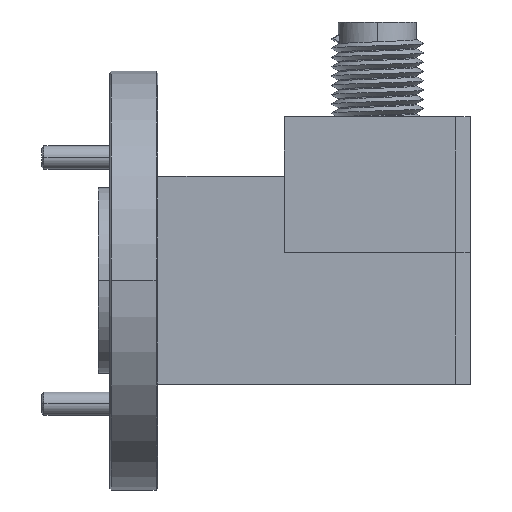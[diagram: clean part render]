
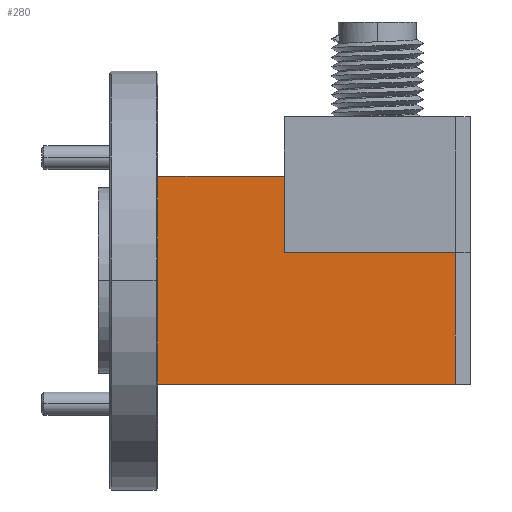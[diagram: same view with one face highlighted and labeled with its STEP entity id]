
A CAD part, top view. The second image highlights one B-rep face of the part: STEP entity #280.
In plain terms, the highlighted planar face has unit normal (0, 0, 1).
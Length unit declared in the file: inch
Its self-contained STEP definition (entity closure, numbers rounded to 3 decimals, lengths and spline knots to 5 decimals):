
#10 = LINE ( 'NONE', #3136, #2983 ) ;
#66 = ORIENTED_EDGE ( 'NONE', *, *, #2649, .F. ) ;
#80 = LINE ( 'NONE', #3744, #4437 ) ;
#83 = ORIENTED_EDGE ( 'NONE', *, *, #4359, .F. ) ;
#186 = LINE ( 'NONE', #2540, #3802 ) ;
#258 = VERTEX_POINT ( 'NONE', #1359 ) ;
#280 = ADVANCED_FACE ( 'NONE', ( #3655 ), #1484, .F. ) ;
#312 = VERTEX_POINT ( 'NONE', #350 ) ;
#350 = CARTESIAN_POINT ( 'NONE',  ( 0.11479, 0.42927, 0.20451 ) ) ;
#496 = EDGE_CURVE ( 'NONE', #312, #2474, #80, .T. ) ;
#668 = DIRECTION ( 'NONE',  ( -1., 0., 0. ) ) ;
#692 = LINE ( 'NONE', #1934, #3501 ) ;
#748 = VECTOR ( 'NONE', #3945, 39.37008 ) ;
#780 = LINE ( 'NONE', #2282, #1667 ) ;
#1145 = DIRECTION ( 'NONE',  ( 0., 1., 0. ) ) ;
#1359 = CARTESIAN_POINT ( 'NONE',  ( 0.57479, 0.22427, 0.20451 ) ) ;
#1484 = PLANE ( 'NONE',  #4809 ) ;
#1511 = CARTESIAN_POINT ( 'NONE',  ( -0.22521, -0.12973, 0.20451 ) ) ;
#1643 = ORIENTED_EDGE ( 'NONE', *, *, #2496, .F. ) ;
#1667 = VECTOR ( 'NONE', #1145, 39.37008 ) ;
#1863 = CARTESIAN_POINT ( 'NONE',  ( -0.22521, 0.42927, 0.20451 ) ) ;
#1866 = DIRECTION ( 'NONE',  ( 0., 0., -1. ) ) ;
#1934 = CARTESIAN_POINT ( 'NONE',  ( 0.80505, -0.12973, 0.20451 ) ) ;
#1943 = VERTEX_POINT ( 'NONE', #2940 ) ;
#2133 = VERTEX_POINT ( 'NONE', #4886 ) ;
#2160 = EDGE_CURVE ( 'NONE', #2133, #258, #186, .T. ) ;
#2247 = VERTEX_POINT ( 'NONE', #1511 ) ;
#2261 = DIRECTION ( 'NONE',  ( -1., 0., 0. ) ) ;
#2282 = CARTESIAN_POINT ( 'NONE',  ( -0.22521, 0.14927, 0.20451 ) ) ;
#2474 = VERTEX_POINT ( 'NONE', #1863 ) ;
#2496 = EDGE_CURVE ( 'NONE', #2247, #2474, #780, .T. ) ;
#2540 = CARTESIAN_POINT ( 'NONE',  ( 0.80505, 0.22427, 0.20451 ) ) ;
#2649 = EDGE_CURVE ( 'NONE', #1943, #2247, #692, .T. ) ;
#2752 = EDGE_CURVE ( 'NONE', #312, #2133, #10, .T. ) ;
#2940 = CARTESIAN_POINT ( 'NONE',  ( 0.57479, -0.12973, 0.20451 ) ) ;
#2948 = EDGE_LOOP ( 'NONE', ( #83, #3875, #3159, #4543, #1643, #66 ) ) ;
#2983 = VECTOR ( 'NONE', #3571, 39.37008 ) ;
#3136 = CARTESIAN_POINT ( 'NONE',  ( 0.11479, -0.41373, 0.20451 ) ) ;
#3159 = ORIENTED_EDGE ( 'NONE', *, *, #2752, .F. ) ;
#3501 = VECTOR ( 'NONE', #4635, 39.37008 ) ;
#3571 = DIRECTION ( 'NONE',  ( 0., -1., 0. ) ) ;
#3655 = FACE_OUTER_BOUND ( 'NONE', #2948, .T. ) ;
#3707 = LINE ( 'NONE', #4758, #748 ) ;
#3744 = CARTESIAN_POINT ( 'NONE',  ( 0.11479, 0.42927, 0.20451 ) ) ;
#3802 = VECTOR ( 'NONE', #4117, 39.37008 ) ;
#3875 = ORIENTED_EDGE ( 'NONE', *, *, #2160, .F. ) ;
#3945 = DIRECTION ( 'NONE',  ( 0., -1., 0. ) ) ;
#4117 = DIRECTION ( 'NONE',  ( 1., 0., 0. ) ) ;
#4359 = EDGE_CURVE ( 'NONE', #258, #1943, #3707, .T. ) ;
#4437 = VECTOR ( 'NONE', #668, 39.37008 ) ;
#4543 = ORIENTED_EDGE ( 'NONE', *, *, #496, .T. ) ;
#4580 = CARTESIAN_POINT ( 'NONE',  ( 0.80505, -0.41373, 0.20451 ) ) ;
#4635 = DIRECTION ( 'NONE',  ( -1., 0., 0. ) ) ;
#4758 = CARTESIAN_POINT ( 'NONE',  ( 0.57479, -0.41373, 0.20451 ) ) ;
#4809 = AXIS2_PLACEMENT_3D ( 'NONE', #4580, #1866, #2261 ) ;
#4886 = CARTESIAN_POINT ( 'NONE',  ( 0.11479, 0.22427, 0.20451 ) ) ;
